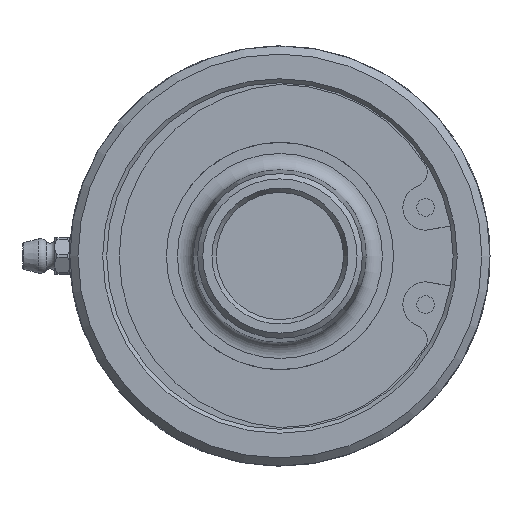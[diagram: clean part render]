
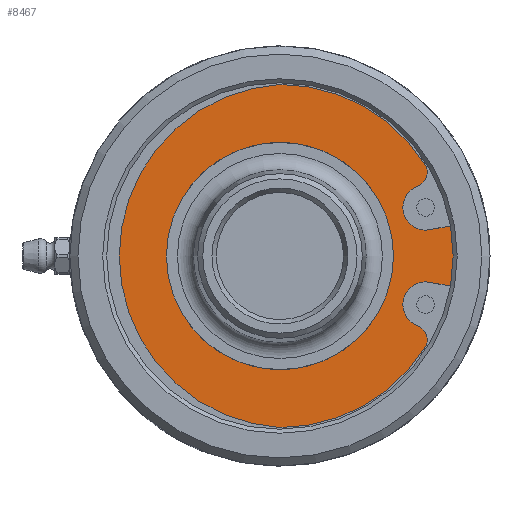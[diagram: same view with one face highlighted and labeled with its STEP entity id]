
A CAD part, left-side view. The second image highlights one B-rep face of the part: STEP entity #8467.
In plain terms, the highlighted planar face has unit normal (-1, 0, 0).
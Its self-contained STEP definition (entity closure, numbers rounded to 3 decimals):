
#382=PLANE('',#9154);
#524=FACE_BOUND('',#1560,.T.);
#640=CIRCLE('',#9011,22.325);
#641=CIRCLE('',#9012,22.325);
#703=CIRCLE('',#9120,4.474);
#709=CIRCLE('',#9131,33.733);
#711=CIRCLE('',#9134,2.949);
#713=CIRCLE('',#9137,4.474);
#715=CIRCLE('',#9140,2.949);
#717=CIRCLE('',#9143,33.733);
#719=CIRCLE('',#9146,33.806);
#721=CIRCLE('',#9150,36.9);
#1051=FACE_OUTER_BOUND('',#1559,.T.);
#1559=EDGE_LOOP('',(#6092,#6093,#6094,#6095,#6096,#6097,#6098,#6099,#6100,
#6101));
#1560=EDGE_LOOP('',(#6102,#6103));
#2484=LINE('',#13287,#2918);
#2488=LINE('',#13297,#2922);
#2918=VECTOR('',#10135,10.);
#2922=VECTOR('',#10141,10.);
#3464=VERTEX_POINT('',#12844);
#3465=VERTEX_POINT('',#12845);
#3555=VERTEX_POINT('',#13275);
#3556=VERTEX_POINT('',#13277);
#3559=VERTEX_POINT('',#13285);
#3563=VERTEX_POINT('',#13294);
#3564=VERTEX_POINT('',#13296);
#3571=VERTEX_POINT('',#13315);
#3572=VERTEX_POINT('',#13317);
#3574=VERTEX_POINT('',#13326);
#3576=VERTEX_POINT('',#13332);
#3578=VERTEX_POINT('',#13338);
#4363=EDGE_CURVE('',#3464,#3465,#640,.T.);
#4364=EDGE_CURVE('',#3465,#3464,#641,.T.);
#4500=EDGE_CURVE('',#3556,#3555,#703,.T.);
#4505=EDGE_CURVE('',#3555,#3559,#2484,.T.);
#4509=EDGE_CURVE('',#3564,#3563,#2488,.T.);
#4519=EDGE_CURVE('',#3572,#3571,#709,.T.);
#4522=EDGE_CURVE('',#3571,#3556,#711,.T.);
#4525=EDGE_CURVE('',#3563,#3574,#713,.T.);
#4528=EDGE_CURVE('',#3574,#3576,#715,.T.);
#4531=EDGE_CURVE('',#3576,#3578,#717,.T.);
#4533=EDGE_CURVE('',#3578,#3572,#719,.T.);
#4535=EDGE_CURVE('',#3559,#3564,#721,.T.);
#6092=ORIENTED_EDGE('',*,*,#4509,.T.);
#6093=ORIENTED_EDGE('',*,*,#4525,.T.);
#6094=ORIENTED_EDGE('',*,*,#4528,.T.);
#6095=ORIENTED_EDGE('',*,*,#4531,.T.);
#6096=ORIENTED_EDGE('',*,*,#4533,.T.);
#6097=ORIENTED_EDGE('',*,*,#4519,.T.);
#6098=ORIENTED_EDGE('',*,*,#4522,.T.);
#6099=ORIENTED_EDGE('',*,*,#4500,.T.);
#6100=ORIENTED_EDGE('',*,*,#4505,.T.);
#6101=ORIENTED_EDGE('',*,*,#4535,.T.);
#6102=ORIENTED_EDGE('',*,*,#4363,.T.);
#6103=ORIENTED_EDGE('',*,*,#4364,.T.);
#8467=ADVANCED_FACE('',(#1051,#524),#382,.F.);
#9011=AXIS2_PLACEMENT_3D('',#12846,#9877,#9878);
#9012=AXIS2_PLACEMENT_3D('',#12847,#9879,#9880);
#9120=AXIS2_PLACEMENT_3D('',#13278,#10127,#10128);
#9131=AXIS2_PLACEMENT_3D('',#13318,#10162,#10163);
#9134=AXIS2_PLACEMENT_3D('',#13322,#10169,#10170);
#9137=AXIS2_PLACEMENT_3D('',#13328,#10176,#10177);
#9140=AXIS2_PLACEMENT_3D('',#13334,#10183,#10184);
#9143=AXIS2_PLACEMENT_3D('',#13340,#10190,#10191);
#9146=AXIS2_PLACEMENT_3D('',#13343,#10196,#10197);
#9150=AXIS2_PLACEMENT_3D('',#13347,#10204,#10205);
#9154=AXIS2_PLACEMENT_3D('',#13352,#10212,#10213);
#9877=DIRECTION('center_axis',(1.,0.,0.));
#9878=DIRECTION('ref_axis',(0.,-1.,0.));
#9879=DIRECTION('center_axis',(1.,0.,0.));
#9880=DIRECTION('ref_axis',(0.,-1.,0.));
#10127=DIRECTION('center_axis',(1.,0.,0.));
#10128=DIRECTION('ref_axis',(0.,0.355,-0.935));
#10135=DIRECTION('',(0.,-0.985,-0.174));
#10141=DIRECTION('',(0.,0.985,-0.174));
#10162=DIRECTION('center_axis',(-1.,0.,0.));
#10163=DIRECTION('ref_axis',(0.,0.849,0.528));
#10169=DIRECTION('center_axis',(-1.,0.,0.));
#10170=DIRECTION('ref_axis',(0.,0.355,-0.935));
#10176=DIRECTION('center_axis',(1.,0.,0.));
#10177=DIRECTION('ref_axis',(0.,-0.046,-0.999));
#10183=DIRECTION('center_axis',(-1.,0.,0.));
#10184=DIRECTION('ref_axis',(0.,0.893,-0.451));
#10190=DIRECTION('center_axis',(-1.,0.,0.));
#10191=DIRECTION('ref_axis',(0.,0.,-1.));
#10196=DIRECTION('center_axis',(-1.,0.,0.));
#10197=DIRECTION('ref_axis',(0.,-0.066,0.998));
#10204=DIRECTION('center_axis',(-1.,0.,0.));
#10205=DIRECTION('ref_axis',(0.,1.,0.));
#10212=DIRECTION('center_axis',(1.,0.,0.));
#10213=DIRECTION('ref_axis',(0.,0.,-1.));
#12844=CARTESIAN_POINT('',(7.26,-22.325,0.));
#12845=CARTESIAN_POINT('',(7.26,22.325,0.));
#12846=CARTESIAN_POINT('Origin',(7.26,0.,
0.));
#12847=CARTESIAN_POINT('Origin',(7.26,0.,
0.));
#13275=CARTESIAN_POINT('',(7.26,-28.843,-5.086));
#13277=CARTESIAN_POINT('',(7.26,-27.053,-13.738));
#13278=CARTESIAN_POINT('Origin',(7.26,-28.639,-9.555));
#13285=CARTESIAN_POINT('',(7.26,-36.339,-6.408));
#13287=CARTESIAN_POINT('',(7.26,-4.374,-0.771));
#13294=CARTESIAN_POINT('',(7.26,-28.843,5.086));
#13296=CARTESIAN_POINT('',(7.26,-36.339,6.408));
#13297=CARTESIAN_POINT('',(7.26,-0.625,0.11));
#13315=CARTESIAN_POINT('',(7.26,-28.639,-17.825));
#13317=CARTESIAN_POINT('',(7.26,0.,-33.733));
#13318=CARTESIAN_POINT('Origin',(7.26,0.,0.));
#13322=CARTESIAN_POINT('Origin',(7.26,-26.007,-16.495));
#13326=CARTESIAN_POINT('',(7.26,-27.053,13.738));
#13328=CARTESIAN_POINT('Origin',(7.26,-28.639,9.555));
#13332=CARTESIAN_POINT('',(7.26,-28.639,17.825));
#13334=CARTESIAN_POINT('Origin',(7.26,-26.007,16.495));
#13338=CARTESIAN_POINT('',(7.26,0.,33.733));
#13340=CARTESIAN_POINT('Origin',(7.26,0.,0.));
#13343=CARTESIAN_POINT('Origin',(7.26,-2.225,0.));
#13347=CARTESIAN_POINT('Origin',(7.26,0.,0.));
#13352=CARTESIAN_POINT('Origin',(7.26,28.45,0.));
